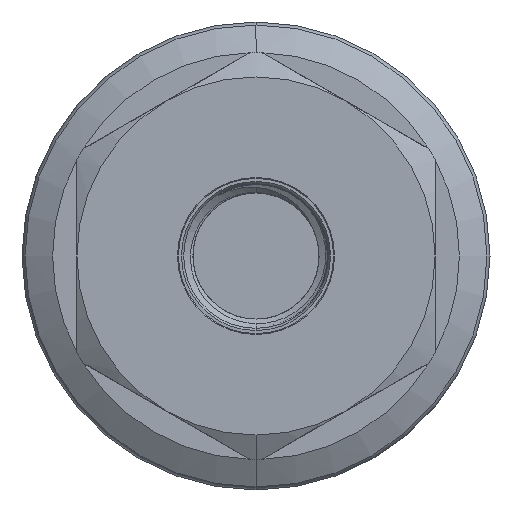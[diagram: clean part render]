
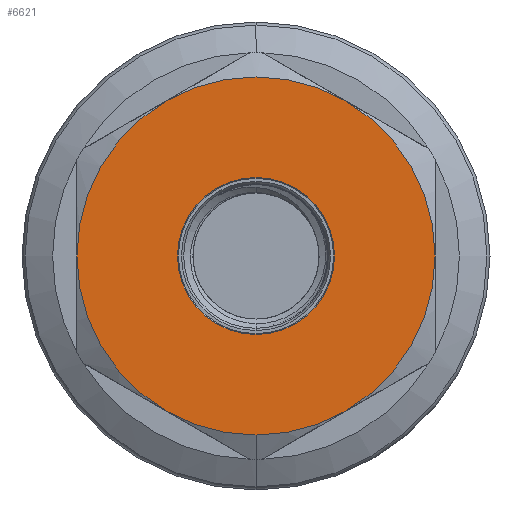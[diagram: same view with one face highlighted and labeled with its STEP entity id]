
A CAD part, left-side view. The second image highlights one B-rep face of the part: STEP entity #6621.
In plain terms, the highlighted planar face has unit normal (-1, 0, 0).
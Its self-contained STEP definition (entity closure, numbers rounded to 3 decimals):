
#8 = VERTEX_POINT ( 'NONE', #2957 ) ;
#189 = VERTEX_POINT ( 'NONE', #7066 ) ;
#458 = EDGE_CURVE ( 'NONE', #8, #189, #10881, .T. ) ;
#529 = DIRECTION ( 'NONE',  ( -1., 0., 0. ) ) ;
#716 = EDGE_CURVE ( 'NONE', #9391, #3784, #3873, .T. ) ;
#731 = CARTESIAN_POINT ( 'NONE',  ( -64.711, 10.3, 17.84 ) ) ;
#745 = EDGE_CURVE ( 'NONE', #10363, #7379, #8666, .T. ) ;
#929 = CARTESIAN_POINT ( 'NONE',  ( -64.711, 0., 0. ) ) ;
#938 = DIRECTION ( 'NONE',  ( 0., 0., 1. ) ) ;
#959 = DIRECTION ( 'NONE',  ( -1., 0., 0. ) ) ;
#966 = DIRECTION ( 'NONE',  ( 0., 0., 1. ) ) ;
#1109 = CIRCLE ( 'NONE', #9508, 9.03 ) ;
#1366 = ORIENTED_EDGE ( 'NONE', *, *, #716, .T. ) ;
#1749 = EDGE_CURVE ( 'NONE', #7379, #10363, #1109, .T. ) ;
#1762 = ORIENTED_EDGE ( 'NONE', *, *, #5341, .T. ) ;
#2022 = VERTEX_POINT ( 'NONE', #3422 ) ;
#2382 = EDGE_CURVE ( 'NONE', #3784, #2022, #4981, .T. ) ;
#2519 = DIRECTION ( 'NONE',  ( -1., 0., 0. ) ) ;
#2726 = DIRECTION ( 'NONE',  ( -1., 0., 0. ) ) ;
#2752 = CARTESIAN_POINT ( 'NONE',  ( -64.711, 0., 0. ) ) ;
#2832 = CARTESIAN_POINT ( 'NONE',  ( -64.711, 0., 0. ) ) ;
#2957 = CARTESIAN_POINT ( 'NONE',  ( -64.711, -10.3, -17.84 ) ) ;
#3157 = DIRECTION ( 'NONE',  ( -1., 0., 0. ) ) ;
#3295 = CARTESIAN_POINT ( 'NONE',  ( -64.711, 0., 0. ) ) ;
#3422 = CARTESIAN_POINT ( 'NONE',  ( -64.711, 20.6, 0. ) ) ;
#3774 = DIRECTION ( 'NONE',  ( -1., 0., 0. ) ) ;
#3784 = VERTEX_POINT ( 'NONE', #731 ) ;
#3795 = CIRCLE ( 'NONE', #3821, 20.6 ) ;
#3821 = AXIS2_PLACEMENT_3D ( 'NONE', #5121, #529, #5978 ) ;
#3873 = CIRCLE ( 'NONE', #4520, 20.6 ) ;
#4303 = CARTESIAN_POINT ( 'NONE',  ( -64.711, 0., 23.787 ) ) ;
#4368 = ORIENTED_EDGE ( 'NONE', *, *, #7890, .T. ) ;
#4520 = AXIS2_PLACEMENT_3D ( 'NONE', #7412, #3774, #7495 ) ;
#4818 = ORIENTED_EDGE ( 'NONE', *, *, #458, .T. ) ;
#4938 = DIRECTION ( 'NONE',  ( 0., 0., 1. ) ) ;
#4981 = CIRCLE ( 'NONE', #6565, 20.6 ) ;
#5052 = EDGE_LOOP ( 'NONE', ( #10119, #8978 ) ) ;
#5121 = CARTESIAN_POINT ( 'NONE',  ( -64.711, 0., 0. ) ) ;
#5132 = PLANE ( 'NONE',  #6072 ) ;
#5306 = DIRECTION ( 'NONE',  ( 0., 0., 1. ) ) ;
#5341 = EDGE_CURVE ( 'NONE', #2022, #8675, #7057, .T. ) ;
#5361 = DIRECTION ( 'NONE',  ( -1., 0., 0. ) ) ;
#5551 = CARTESIAN_POINT ( 'NONE',  ( -64.711, 0., -20.6 ) ) ;
#5740 = CARTESIAN_POINT ( 'NONE',  ( -64.711, 10.3, -17.84 ) ) ;
#5936 = AXIS2_PLACEMENT_3D ( 'NONE', #11498, #5361, #938 ) ;
#5978 = DIRECTION ( 'NONE',  ( 0., 0., 1. ) ) ;
#6072 = AXIS2_PLACEMENT_3D ( 'NONE', #4303, #6952, #7846 ) ;
#6228 = EDGE_LOOP ( 'NONE', ( #1762, #4368, #9229, #4818, #6742, #1366, #8304 ) ) ;
#6245 = CARTESIAN_POINT ( 'NONE',  ( -64.711, -10.3, 17.84 ) ) ;
#6565 = AXIS2_PLACEMENT_3D ( 'NONE', #2832, #2726, #966 ) ;
#6621 = ADVANCED_FACE ( 'NONE', ( #10427, #10551 ), #5132, .F. ) ;
#6742 = ORIENTED_EDGE ( 'NONE', *, *, #7332, .T. ) ;
#6937 = DIRECTION ( 'NONE',  ( 0., 0., 1. ) ) ;
#6952 = DIRECTION ( 'NONE',  ( 1., 0., 0. ) ) ;
#7057 = CIRCLE ( 'NONE', #10791, 20.6 ) ;
#7066 = CARTESIAN_POINT ( 'NONE',  ( -64.711, -20.6, 0. ) ) ;
#7332 = EDGE_CURVE ( 'NONE', #189, #9391, #9147, .T. ) ;
#7379 = VERTEX_POINT ( 'NONE', #7726 ) ;
#7412 = CARTESIAN_POINT ( 'NONE',  ( -64.711, 0., 0. ) ) ;
#7495 = DIRECTION ( 'NONE',  ( 0., 0., 1. ) ) ;
#7564 = VERTEX_POINT ( 'NONE', #5551 ) ;
#7580 = DIRECTION ( 'NONE',  ( -1., 0., 0. ) ) ;
#7726 = CARTESIAN_POINT ( 'NONE',  ( -64.711, 0., -9.03 ) ) ;
#7846 = DIRECTION ( 'NONE',  ( 0., 0., -1. ) ) ;
#7890 = EDGE_CURVE ( 'NONE', #8675, #7564, #3795, .T. ) ;
#8304 = ORIENTED_EDGE ( 'NONE', *, *, #2382, .T. ) ;
#8370 = CARTESIAN_POINT ( 'NONE',  ( -64.711, 0., 0. ) ) ;
#8666 = CIRCLE ( 'NONE', #8753, 9.03 ) ;
#8675 = VERTEX_POINT ( 'NONE', #5740 ) ;
#8753 = AXIS2_PLACEMENT_3D ( 'NONE', #8370, #7580, #10295 ) ;
#8820 = DIRECTION ( 'NONE',  ( 0., 0., 1. ) ) ;
#8978 = ORIENTED_EDGE ( 'NONE', *, *, #1749, .F. ) ;
#9147 = CIRCLE ( 'NONE', #9544, 20.6 ) ;
#9229 = ORIENTED_EDGE ( 'NONE', *, *, #11281, .T. ) ;
#9391 = VERTEX_POINT ( 'NONE', #6245 ) ;
#9508 = AXIS2_PLACEMENT_3D ( 'NONE', #2752, #959, #5306 ) ;
#9544 = AXIS2_PLACEMENT_3D ( 'NONE', #10406, #3157, #4938 ) ;
#10110 = CIRCLE ( 'NONE', #5936, 20.6 ) ;
#10119 = ORIENTED_EDGE ( 'NONE', *, *, #745, .F. ) ;
#10295 = DIRECTION ( 'NONE',  ( 0., 0., 1. ) ) ;
#10363 = VERTEX_POINT ( 'NONE', #11420 ) ;
#10406 = CARTESIAN_POINT ( 'NONE',  ( -64.711, 0., 0. ) ) ;
#10427 = FACE_BOUND ( 'NONE', #5052, .T. ) ;
#10544 = AXIS2_PLACEMENT_3D ( 'NONE', #929, #2519, #8820 ) ;
#10551 = FACE_OUTER_BOUND ( 'NONE', #6228, .T. ) ;
#10791 = AXIS2_PLACEMENT_3D ( 'NONE', #3295, #11380, #6937 ) ;
#10881 = CIRCLE ( 'NONE', #10544, 20.6 ) ;
#11281 = EDGE_CURVE ( 'NONE', #7564, #8, #10110, .T. ) ;
#11380 = DIRECTION ( 'NONE',  ( -1., 0., 0. ) ) ;
#11420 = CARTESIAN_POINT ( 'NONE',  ( -64.711, 0., 9.03 ) ) ;
#11498 = CARTESIAN_POINT ( 'NONE',  ( -64.711, 0., 0. ) ) ;
